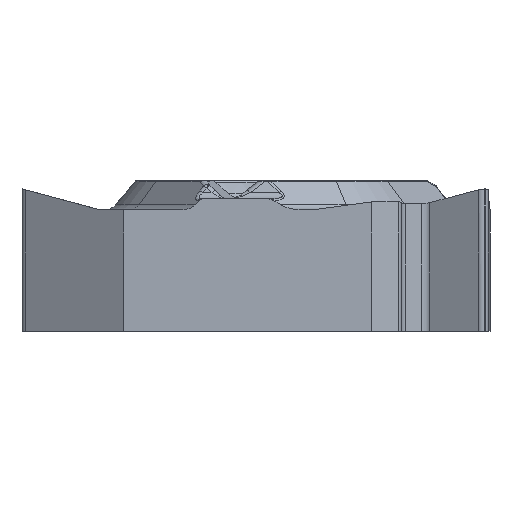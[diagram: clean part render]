
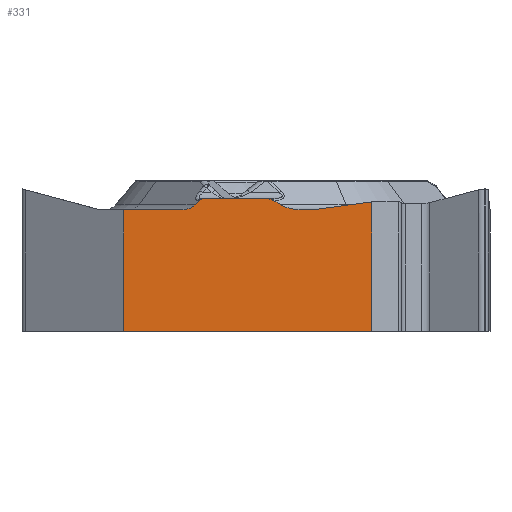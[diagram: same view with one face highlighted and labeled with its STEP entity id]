
A CAD part, left-side view. The second image highlights one B-rep face of the part: STEP entity #331.
In plain terms, the highlighted planar face has unit normal (-1, 0, 0).
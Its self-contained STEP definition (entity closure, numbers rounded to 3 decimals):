
#331=ADVANCED_FACE('',(#579),#528,.F.);
#528=PLANE('',#3330);
#579=FACE_OUTER_BOUND('',#771,.T.);
#771=EDGE_LOOP('',(#1103,#1104,#1105,#1106,#1107,#1108,#1109,#1110,#1111,
#1112,#1113,#1114,#1115,#1116));
#986=ELLIPSE('',#3325,0.83,0.415);
#987=ELLIPSE('',#3326,0.83,0.415);
#988=ELLIPSE('',#3327,0.3,0.15);
#989=ELLIPSE('',#3328,0.177,0.15);
#990=ELLIPSE('',#3329,0.489,0.415);
#1103=ORIENTED_EDGE('',*,*,#2351,.F.);
#1104=ORIENTED_EDGE('',*,*,#2352,.T.);
#1105=ORIENTED_EDGE('',*,*,#2353,.F.);
#1106=ORIENTED_EDGE('',*,*,#2354,.T.);
#1107=ORIENTED_EDGE('',*,*,#2355,.T.);
#1108=ORIENTED_EDGE('',*,*,#2356,.F.);
#1109=ORIENTED_EDGE('',*,*,#2357,.T.);
#1110=ORIENTED_EDGE('',*,*,#2358,.T.);
#1111=ORIENTED_EDGE('',*,*,#2359,.F.);
#1112=ORIENTED_EDGE('',*,*,#2360,.T.);
#1113=ORIENTED_EDGE('',*,*,#2361,.F.);
#1114=ORIENTED_EDGE('',*,*,#2362,.T.);
#1115=ORIENTED_EDGE('',*,*,#2363,.T.);
#1116=ORIENTED_EDGE('',*,*,#2364,.F.);
#2057=VERTEX_POINT('',#5019);
#2058=VERTEX_POINT('',#5020);
#2059=VERTEX_POINT('',#5022);
#2060=VERTEX_POINT('',#5024);
#2061=VERTEX_POINT('',#5026);
#2062=VERTEX_POINT('',#5028);
#2063=VERTEX_POINT('',#5030);
#2064=VERTEX_POINT('',#5032);
#2065=VERTEX_POINT('',#5034);
#2066=VERTEX_POINT('',#5036);
#2067=VERTEX_POINT('',#5038);
#2068=VERTEX_POINT('',#5040);
#2069=VERTEX_POINT('',#5042);
#2070=VERTEX_POINT('',#5044);
#2351=EDGE_CURVE('',#2057,#2058,#2816,.T.);
#2352=EDGE_CURVE('',#2057,#2059,#2817,.T.);
#2353=EDGE_CURVE('',#2060,#2059,#2818,.T.);
#2354=EDGE_CURVE('',#2060,#2061,#2819,.T.);
#2355=EDGE_CURVE('',#2061,#2062,#986,.T.);
#2356=EDGE_CURVE('',#2063,#2062,#2820,.T.);
#2357=EDGE_CURVE('',#2063,#2064,#987,.T.);
#2358=EDGE_CURVE('',#2064,#2065,#2821,.T.);
#2359=EDGE_CURVE('',#2066,#2065,#988,.T.);
#2360=EDGE_CURVE('',#2066,#2067,#2822,.T.);
#2361=EDGE_CURVE('',#2068,#2067,#989,.T.);
#2362=EDGE_CURVE('',#2068,#2069,#2823,.T.);
#2363=EDGE_CURVE('',#2069,#2070,#990,.T.);
#2364=EDGE_CURVE('',#2058,#2070,#2824,.T.);
#2816=LINE('',#5018,#3032);
#2817=LINE('',#5021,#3033);
#2818=LINE('',#5023,#3034);
#2819=LINE('',#5025,#3035);
#2820=LINE('',#5029,#3036);
#2821=LINE('',#5033,#3037);
#2822=LINE('',#5037,#3038);
#2823=LINE('',#5041,#3039);
#2824=LINE('',#5045,#3040);
#3032=VECTOR('',#3741,1.);
#3033=VECTOR('',#3742,1.);
#3034=VECTOR('',#3743,1.);
#3035=VECTOR('',#3744,1.);
#3036=VECTOR('',#3747,1.);
#3037=VECTOR('',#3750,1.);
#3038=VECTOR('',#3753,1.);
#3039=VECTOR('',#3756,1.);
#3040=VECTOR('',#3759,1.);
#3325=AXIS2_PLACEMENT_3D('',#5027,#3745,#3746);
#3326=AXIS2_PLACEMENT_3D('',#5031,#3748,#3749);
#3327=AXIS2_PLACEMENT_3D('',#5035,#3751,#3752);
#3328=AXIS2_PLACEMENT_3D('',#5039,#3754,#3755);
#3329=AXIS2_PLACEMENT_3D('',#5043,#3757,#3758);
#3330=AXIS2_PLACEMENT_3D('',#5046,#3760,#3761);
#3741=DIRECTION('',(0.,0.,1.));
#3742=DIRECTION('',(0.,-1.,0.));
#3743=DIRECTION('',(0.,0.,-1.));
#3744=DIRECTION('',(0.,0.991,-0.133));
#3745=DIRECTION('',(1.,0.,0.));
#3746=DIRECTION('',(0.,1.,0.));
#3747=DIRECTION('',(0.,-1.,0.));
#3748=DIRECTION('',(1.,0.,0.));
#3749=DIRECTION('',(0.,-1.,0.));
#3750=DIRECTION('',(0.,0.859,0.512));
#3751=DIRECTION('',(1.,0.,0.));
#3752=DIRECTION('',(0.,1.,0.));
#3753=DIRECTION('',(0.,1.,0.));
#3754=DIRECTION('',(1.,0.,0.));
#3755=DIRECTION('',(0.,1.,0.));
#3756=DIRECTION('',(0.,0.703,-0.711));
#3757=DIRECTION('',(1.,0.,0.));
#3758=DIRECTION('',(0.,-1.,0.));
#3759=DIRECTION('',(0.,-1.,0.));
#3760=DIRECTION('',(1.,0.,0.));
#3761=DIRECTION('',(0.,0.,-1.));
#5018=CARTESIAN_POINT('',(-4.763,4.06,0.));
#5019=CARTESIAN_POINT('',(-4.763,4.06,-3.97));
#5020=CARTESIAN_POINT('',(-4.763,4.06,-0.585));
#5021=CARTESIAN_POINT('',(-4.763,-3.173,-3.97));
#5022=CARTESIAN_POINT('',(-4.763,-2.855,-3.97));
#5023=CARTESIAN_POINT('',(-4.763,-2.855,0.));
#5024=CARTESIAN_POINT('',(-4.763,-2.855,-0.361));
#5025=CARTESIAN_POINT('',(-4.763,3.019,-1.148));
#5026=CARTESIAN_POINT('',(-4.763,-1.29,-0.571));
#5027=CARTESIAN_POINT('',(-4.763,-1.075,-0.17));
#5028=CARTESIAN_POINT('',(-4.763,-1.075,-0.585));
#5029=CARTESIAN_POINT('',(-4.763,3.173,-0.585));
#5030=CARTESIAN_POINT('',(-4.763,-0.946,-0.585));
#5031=CARTESIAN_POINT('',(-4.763,-0.946,-0.17));
#5032=CARTESIAN_POINT('',(-4.763,-0.31,-0.437));
#5033=CARTESIAN_POINT('',(-4.763,2.452,1.209));
#5034=CARTESIAN_POINT('',(-4.763,-0.12,-0.324));
#5035=CARTESIAN_POINT('',(-4.763,0.11,-0.42));
#5036=CARTESIAN_POINT('',(-4.763,0.11,-0.27));
#5037=CARTESIAN_POINT('',(-4.763,-3.173,-0.27));
#5038=CARTESIAN_POINT('',(-4.763,1.823,-0.27));
#5039=CARTESIAN_POINT('',(-4.763,1.823,-0.42));
#5040=CARTESIAN_POINT('',(-4.763,1.958,-0.324));
#5041=CARTESIAN_POINT('',(-4.763,-0.742,2.405));
#5042=CARTESIAN_POINT('',(-4.763,2.07,-0.437));
#5043=CARTESIAN_POINT('',(-4.763,2.445,-0.17));
#5044=CARTESIAN_POINT('',(-4.763,2.445,-0.585));
#5045=CARTESIAN_POINT('',(-4.763,-3.173,-0.585));
#5046=CARTESIAN_POINT('',(-4.763,-3.173,0.));
